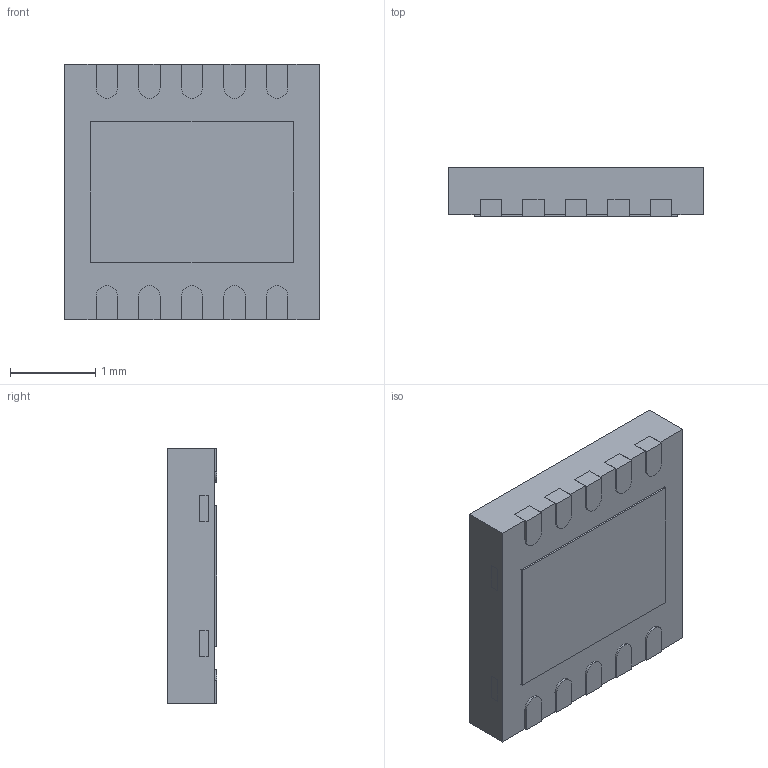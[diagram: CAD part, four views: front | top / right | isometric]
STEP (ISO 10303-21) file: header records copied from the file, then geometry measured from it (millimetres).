
FILE_DESCRIPTION((''),'2;1');
FILE_NAME('DSN0010A_ASM','2015-05-14T',('a0412025'),(''),'PRO/ENGINEER BY PARAMETRIC TECHNOLOGY CORPORATION, 2011490','PRO/ENGINEER BY PARAMETRIC TECHNOLOGY CORPORATION, 2011490','');
FILE_SCHEMA(('AUTOMOTIVE_DESIGN_CC2 { 1 2 10303 214 -1 1 5 2 }'));
Length unit declared in the file: millimetre
Products named in the file (3): BODY-SON; FRAME-DSN0010A; DSN0010A_ASM
Assembly tree (2 placements, depth 2):
  DSN0010A_ASM
    BODY-SON
    FRAME-DSN0010A
Bounding box: 3 x 0.58 x 3 mm (x, y, z)
Volume: 5.1 mm3; surface area: 46.6 mm2
Topology: 12 solids, 12 shells, 147 faces, 372 edges, 248 vertices
Faces by surface type: plane 119, cylinder 28
Entity records: 5759 total; most frequent: CARTESIAN_POINT 772, ORIENTED_EDGE 744, DIRECTION 732, PRESENTATION_STYLE_ASSIGNMENT 395, STYLED_ITEM 384, CURVE_STYLE 372, EDGE_CURVE 372, VECTOR 316
